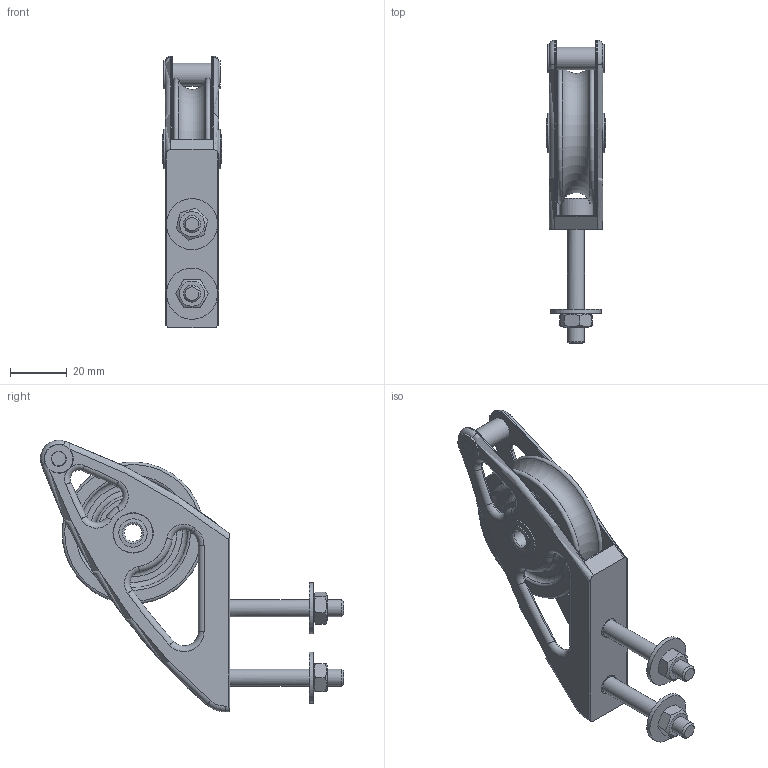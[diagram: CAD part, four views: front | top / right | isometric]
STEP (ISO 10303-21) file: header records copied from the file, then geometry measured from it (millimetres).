
FILE_DESCRIPTION(/* description */ (''),/* implementation_level */ '2;1');
FILE_NAME(/* name */ '00517.stp',/* time_stamp */ '2019-07-23T10:25:02+02:00',/* author */ ('francesca'),/* organization */ (''),/* preprocessor_version */ 'ST-DEVELOPER v16.5',/* originating_system */ 'Autodesk Inventor 2017',/* authorisation */ '');
FILE_SCHEMA (('CONFIG_CONTROL_DESIGN'));
Length unit declared in the file: millimetre
Products named in the file (1): 17030115
Bounding box: 21 x 106.86 x 95.66 mm (x, y, z)
Volume: 42398.5 mm3; surface area: 24705.7 mm2
Topology: 2 solids, 2 shells, 258 faces, 549 edges, 359 vertices
Faces by surface type: cylinder 74, plane 69, torus 57, sphere 38, cone 18, bspline 2
Full cylindrical faces by diameter (mm): 5.3 x2, 6 x4, 6.2 x1, 6.4 x2, 7 x2, 7.25 x2, 8 x1, 9.9 x2, 10 x2, 10.2 x2, 11.8 x2, 12 x1, 12.15 x1, 12.2 x2, 14 x2, 14.2 x2, 18 x2
Entity records: 6721 total; most frequent: CARTESIAN_POINT 1328, DIRECTION 1226, ORIENTED_EDGE 920, AXIS2_PLACEMENT_3D 563, EDGE_CURVE 460, EDGE_LOOP 405, VERTEX_POINT 337, CIRCLE 302
